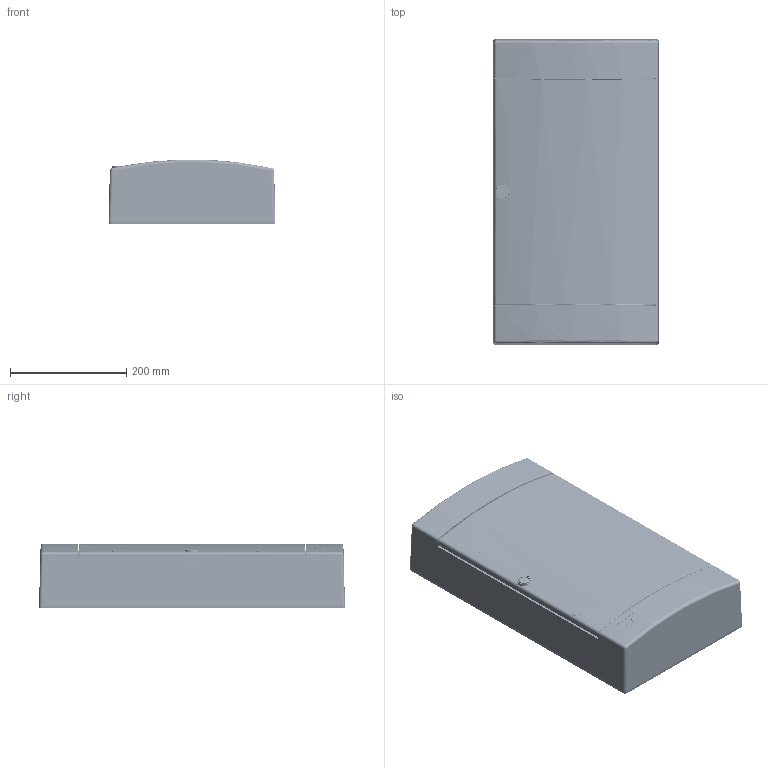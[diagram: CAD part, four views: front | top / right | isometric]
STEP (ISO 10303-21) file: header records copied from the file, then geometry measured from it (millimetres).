
FILE_DESCRIPTION((''),'2;1');
FILE_NAME('001101301_3DFILE_ASM','2024-08-12T11:43:29',('klemen.sitar'),('Audax d.o.o.'),'CREO PARAMETRIC BY PTC INC, 2021304','CREO PARAMETRIC BY PTC INC, 2021304','');
FILE_SCHEMA(('AP242_MANAGED_MODEL_BASED_3D_ENGINEERING_MIM_LF { 1 0 10303 442 1 1 4 }'));
Products named in the file (14): SCREW_M4X8_1_2; PLYTA_PM3X12RJ_1; PRT0058_1_1; PRT0059_1_1; PRT0060_1_1; PRT0061_1_1; DNO_N36-C_PRODUZENO_1_1; ETI_LOGO_1_1_1_1_1_2_3_4_5_6_1_; ETI_LOGO_2_1_1_1_1_2_3_4_5_6_1_; ETI_LOGO_3_1_1_1_1_2_3_4_5_6_1_; MASKLA_N36-C_PRODUZENO_KONACNI_; VRATA_TROREDNE_TABLE_1_1; ECT_36_MEDIA_PO_ASM; 001101301_3DFILE_ASM
Assembly tree (18 placements, depth 3):
  001101301_3DFILE_ASM
    ECT_36_MEDIA_PO_ASM
      SCREW_M4X8_1_2  x6
      PLYTA_PM3X12RJ_1
      PRT0058_1_1
      PRT0059_1_1
      PRT0060_1_1
      PRT0061_1_1
      DNO_N36-C_PRODUZENO_1_1
      ETI_LOGO_1_1_1_1_1_2_3_4_5_6_1_
      ETI_LOGO_2_1_1_1_1_2_3_4_5_6_1_
      ETI_LOGO_3_1_1_1_1_2_3_4_5_6_1_
      MASKLA_N36-C_PRODUZENO_KONACNI_
      VRATA_TROREDNE_TABLE_1_1
Bounding box: 286.8 x 525.6 x 111.6 mm (x, y, z)
Volume: 1304107.7 mm3; surface area: 1369550.7 mm2
Topology: 17 solids, 17 shells, 5468 faces, 15624 edges, 10290 vertices
Faces by surface type: plane 2689, cylinder 2268, cone 303, torus 110, sphere 50, bspline 44, extrusion 4
Entity records: 241184 total; most frequent: CARTESIAN_POINT 37816, DIRECTION 30328, ORIENTED_EDGE 30296, PRESENTATION_STYLE_ASSIGNMENT 16762, STYLED_ITEM 16762, CURVE_STYLE 15148, EDGE_CURVE 15148, AXIS2_PLACEMENT_3D 10844
